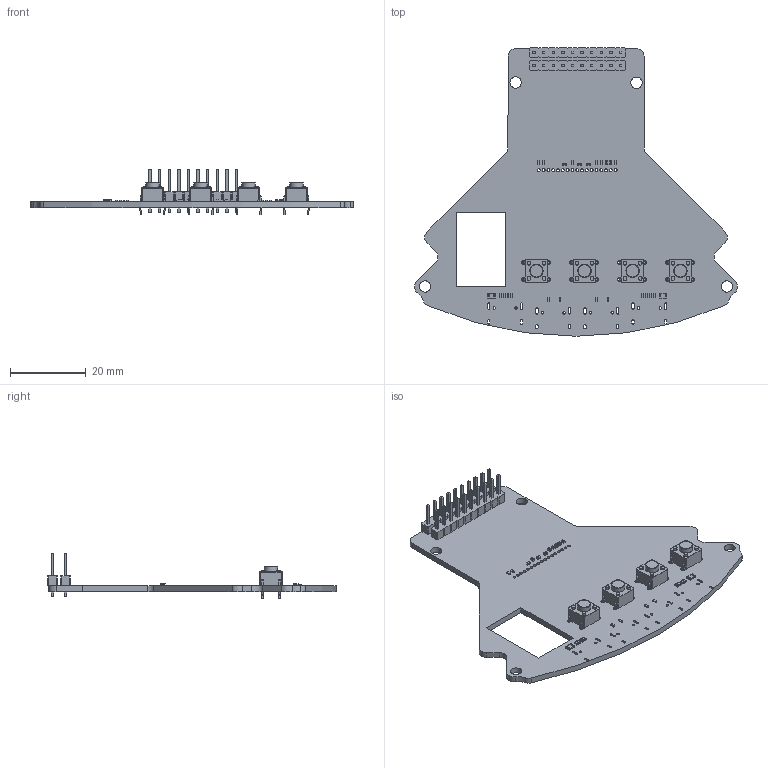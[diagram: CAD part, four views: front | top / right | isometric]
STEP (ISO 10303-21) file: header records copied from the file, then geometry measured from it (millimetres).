
FILE_DESCRIPTION(('KiCad electronic assembly'),'2;1');
FILE_NAME('IO_Board.step','2023-03-04T00:13:26',('Pcbnew'),('Kicad'), 'Open CASCADE STEP processor 7.6','KiCad to STEP converter','Unknown' );
FILE_SCHEMA(('AUTOMOTIVE_DESIGN { 1 0 10303 214 1 1 1 1 }'));
Length unit declared in the file: millimetre
Products named in the file (12): IO_Board 1; SW_PUSH_6mm_H5mm; SOLID; R_0402_1005Metric; Fuse_0805_2012Metric; C_0402_1005Metric; PinHeader_1x10_P2.54mm_Vertical; IO_Board PCB
Assembly tree (37 placements, depth 3):
  IO_Board 1
    SW_PUSH_6mm_H5mm  x4
      SOLID
    R_0402_1005Metric  x14
      SOLID
    Fuse_0805_2012Metric  x2
      SOLID
    C_0402_1005Metric  x9
      SOLID
    PinHeader_1x10_P2.54mm_Vertical  x2
      SOLID
    IO_Board PCB
Bounding box: 85.36 x 76.23 x 12.04 mm (x, y, z)
Volume: 7125.6 mm3; surface area: 10557.7 mm2
Topology: 32 solids, 32 shells, 1739 faces, 4499 edges, 2902 vertices
Faces by surface type: bspline 1576, cylinder 112, plane 51
Full cylindrical faces by diameter (mm): 0.65 x8, 0.75 x17, 1 x20, 1.1 x16, 3 x4
Entity records: 39215 total; most frequent: CARTESIAN_POINT 11666, ORIENTED_EDGE 3108, PCURVE 3108, DEFINITIONAL_REPRESENTATION 3108, B_SPLINE_CURVE_WITH_KNOTS 2947, DIRECTION 2075, EDGE_CURVE 1554, SURFACE_CURVE 1483
